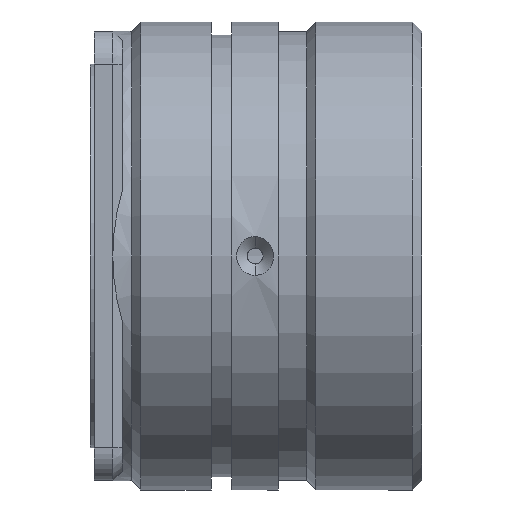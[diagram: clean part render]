
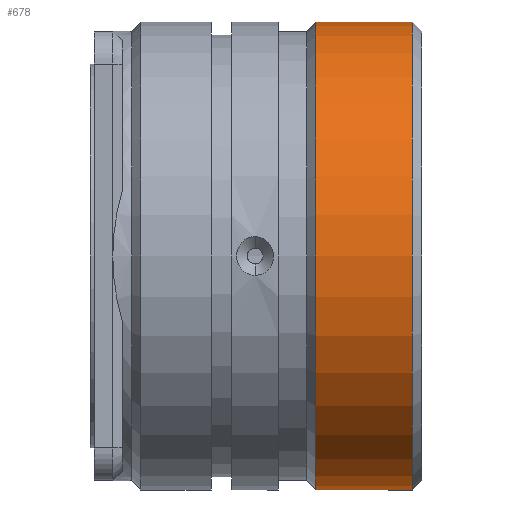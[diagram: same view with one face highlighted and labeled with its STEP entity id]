
A CAD part, front view. The second image highlights one B-rep face of the part: STEP entity #678.
In plain terms, the highlighted cylindrical face has radius 25 mm (diameter 50 mm), a partial arc.
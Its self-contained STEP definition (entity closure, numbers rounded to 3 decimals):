
#193 = VERTEX_POINT ( 'NONE', #2102 ) ;
#295 = DIRECTION ( 'NONE',  ( 0., 0., 1. ) ) ;
#337 = DIRECTION ( 'NONE',  ( -1., 0., 0. ) ) ;
#527 = VECTOR ( 'NONE', #1427, 1000. ) ;
#678 = ADVANCED_FACE ( 'NONE', ( #3184 ), #2193, .T. ) ;
#680 = CARTESIAN_POINT ( 'NONE',  ( -23.693, 0., 25. ) ) ;
#719 = EDGE_CURVE ( 'NONE', #1417, #3195, #2521, .T. ) ;
#850 = CIRCLE ( 'NONE', #2279, 25. ) ;
#988 = EDGE_CURVE ( 'NONE', #193, #1417, #3085, .T. ) ;
#1002 = DIRECTION ( 'NONE',  ( 0., 0., 1. ) ) ;
#1077 = CARTESIAN_POINT ( 'NONE',  ( 34.4, 0., 0. ) ) ;
#1195 = ORIENTED_EDGE ( 'NONE', *, *, #2598, .T. ) ;
#1202 = AXIS2_PLACEMENT_3D ( 'NONE', #2517, #3020, #1002 ) ;
#1417 = VERTEX_POINT ( 'NONE', #2322 ) ;
#1427 = DIRECTION ( 'NONE',  ( -1., 0., 0. ) ) ;
#1444 = CARTESIAN_POINT ( 'NONE',  ( 24.1, 0., 25. ) ) ;
#1792 = CARTESIAN_POINT ( 'NONE',  ( -23.693, 0., -25. ) ) ;
#1839 = AXIS2_PLACEMENT_3D ( 'NONE', #2015, #1983, #2227 ) ;
#1982 = ORIENTED_EDGE ( 'NONE', *, *, #3007, .T. ) ;
#1983 = DIRECTION ( 'NONE',  ( -1., 0., 0. ) ) ;
#2015 = CARTESIAN_POINT ( 'NONE',  ( -23.693, 0., 0. ) ) ;
#2087 = DIRECTION ( 'NONE',  ( -1., 0., 0. ) ) ;
#2102 = CARTESIAN_POINT ( 'NONE',  ( 34.4, 0., -25. ) ) ;
#2193 = CYLINDRICAL_SURFACE ( 'NONE', #1839, 25. ) ;
#2227 = DIRECTION ( 'NONE',  ( 0., 0., 1. ) ) ;
#2279 = AXIS2_PLACEMENT_3D ( 'NONE', #1077, #2087, #295 ) ;
#2322 = CARTESIAN_POINT ( 'NONE',  ( 24.1, 0., -25. ) ) ;
#2386 = LINE ( 'NONE', #680, #527 ) ;
#2517 = CARTESIAN_POINT ( 'NONE',  ( 24.1, 0., 0. ) ) ;
#2521 = CIRCLE ( 'NONE', #1202, 25. ) ;
#2598 = EDGE_CURVE ( 'NONE', #193, #2698, #850, .T. ) ;
#2617 = EDGE_LOOP ( 'NONE', ( #3230, #1195, #1982, #2930 ) ) ;
#2698 = VERTEX_POINT ( 'NONE', #2708 ) ;
#2708 = CARTESIAN_POINT ( 'NONE',  ( 34.4, 0., 25. ) ) ;
#2819 = VECTOR ( 'NONE', #337, 1000. ) ;
#2930 = ORIENTED_EDGE ( 'NONE', *, *, #719, .F. ) ;
#3007 = EDGE_CURVE ( 'NONE', #2698, #3195, #2386, .T. ) ;
#3020 = DIRECTION ( 'NONE',  ( -1., 0., 0. ) ) ;
#3085 = LINE ( 'NONE', #1792, #2819 ) ;
#3184 = FACE_OUTER_BOUND ( 'NONE', #2617, .T. ) ;
#3195 = VERTEX_POINT ( 'NONE', #1444 ) ;
#3230 = ORIENTED_EDGE ( 'NONE', *, *, #988, .F. ) ;
